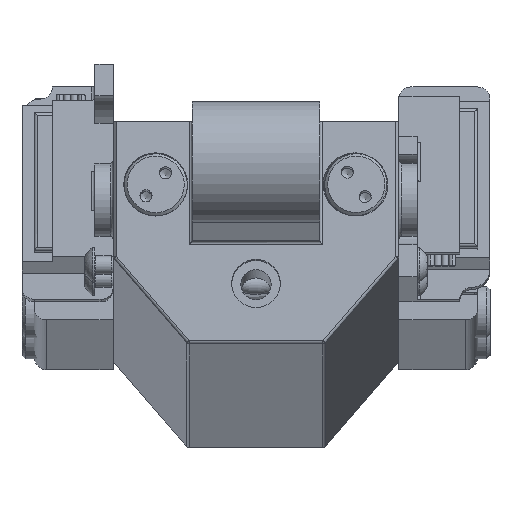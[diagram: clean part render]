
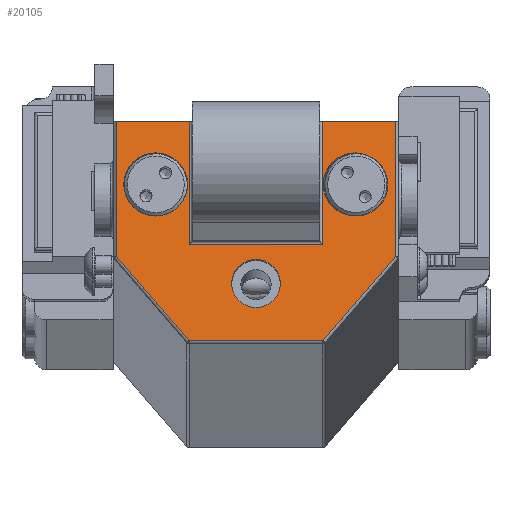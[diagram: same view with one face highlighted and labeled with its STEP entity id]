
A CAD part, front view. The second image highlights one B-rep face of the part: STEP entity #20105.
In plain terms, the highlighted planar face has unit normal (0, -0.988, 0.157).
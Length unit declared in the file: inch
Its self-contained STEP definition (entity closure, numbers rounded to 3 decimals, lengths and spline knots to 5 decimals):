
#893=FACE_BOUND('',#2716,.T.);
#894=FACE_BOUND('',#2717,.T.);
#895=FACE_BOUND('',#2718,.T.);
#896=FACE_BOUND('',#2719,.T.);
#1039=PLANE('',#21411);
#1608=FACE_OUTER_BOUND('',#2715,.T.);
#2715=EDGE_LOOP('',(#13226,#13227,#13228,#13229,#13230,#13231));
#2716=EDGE_LOOP('',(#13232,#13233));
#2717=EDGE_LOOP('',(#13234,#13235));
#2718=EDGE_LOOP('',(#13236,#13237,#13238,#13239));
#2719=EDGE_LOOP('',(#13240,#13241));
#3931=LINE('',#29316,#5364);
#3934=LINE('',#29323,#5367);
#3935=LINE('',#29325,#5368);
#3936=LINE('',#29327,#5369);
#3937=LINE('',#29329,#5370);
#3938=LINE('',#29330,#5371);
#3939=LINE('',#29333,#5372);
#3940=LINE('',#29335,#5373);
#3941=LINE('',#29337,#5374);
#3942=LINE('',#29338,#5375);
#5364=VECTOR('',#23676,39.37008);
#5367=VECTOR('',#23685,39.37008);
#5368=VECTOR('',#23686,39.37008);
#5369=VECTOR('',#23687,39.37008);
#5370=VECTOR('',#23688,39.37008);
#5371=VECTOR('',#23689,39.37008);
#5372=VECTOR('',#23690,39.37008);
#5373=VECTOR('',#23691,39.37008);
#5374=VECTOR('',#23692,39.37008);
#5375=VECTOR('',#23693,39.37008);
#6719=CIRCLE('',#21156,0.20669);
#6720=CIRCLE('',#21157,0.20669);
#6724=CIRCLE('',#21163,0.20669);
#6725=CIRCLE('',#21164,0.20669);
#6757=CIRCLE('',#21211,0.15748);
#6758=CIRCLE('',#21212,0.15748);
#7753=VERTEX_POINT('',#28391);
#7754=VERTEX_POINT('',#28392);
#7758=VERTEX_POINT('',#28404);
#7759=VERTEX_POINT('',#28405);
#7818=VERTEX_POINT('',#28752);
#7819=VERTEX_POINT('',#28754);
#7975=VERTEX_POINT('',#29313);
#7976=VERTEX_POINT('',#29315);
#7977=VERTEX_POINT('',#29322);
#7978=VERTEX_POINT('',#29324);
#7979=VERTEX_POINT('',#29326);
#7980=VERTEX_POINT('',#29328);
#7981=VERTEX_POINT('',#29331);
#7982=VERTEX_POINT('',#29332);
#7983=VERTEX_POINT('',#29334);
#7984=VERTEX_POINT('',#29336);
#9770=EDGE_CURVE('',#7753,#7754,#6719,.T.);
#9771=EDGE_CURVE('',#7754,#7753,#6720,.T.);
#9776=EDGE_CURVE('',#7758,#7759,#6724,.T.);
#9777=EDGE_CURVE('',#7759,#7758,#6725,.T.);
#9848=EDGE_CURVE('',#7818,#7819,#6757,.T.);
#9849=EDGE_CURVE('',#7819,#7818,#6758,.T.);
#10056=EDGE_CURVE('',#7976,#7975,#3931,.T.);
#10060=EDGE_CURVE('',#7975,#7977,#3934,.T.);
#10061=EDGE_CURVE('',#7977,#7978,#3935,.T.);
#10062=EDGE_CURVE('',#7978,#7979,#3936,.T.);
#10063=EDGE_CURVE('',#7979,#7980,#3937,.T.);
#10064=EDGE_CURVE('',#7980,#7976,#3938,.T.);
#10065=EDGE_CURVE('',#7981,#7982,#3939,.T.);
#10066=EDGE_CURVE('',#7982,#7983,#3940,.T.);
#10067=EDGE_CURVE('',#7983,#7984,#3941,.T.);
#10068=EDGE_CURVE('',#7984,#7981,#3942,.T.);
#13226=ORIENTED_EDGE('',*,*,#10056,.T.);
#13227=ORIENTED_EDGE('',*,*,#10060,.T.);
#13228=ORIENTED_EDGE('',*,*,#10061,.T.);
#13229=ORIENTED_EDGE('',*,*,#10062,.T.);
#13230=ORIENTED_EDGE('',*,*,#10063,.T.);
#13231=ORIENTED_EDGE('',*,*,#10064,.T.);
#13232=ORIENTED_EDGE('',*,*,#9770,.T.);
#13233=ORIENTED_EDGE('',*,*,#9771,.T.);
#13234=ORIENTED_EDGE('',*,*,#9776,.T.);
#13235=ORIENTED_EDGE('',*,*,#9777,.T.);
#13236=ORIENTED_EDGE('',*,*,#10065,.T.);
#13237=ORIENTED_EDGE('',*,*,#10066,.T.);
#13238=ORIENTED_EDGE('',*,*,#10067,.T.);
#13239=ORIENTED_EDGE('',*,*,#10068,.T.);
#13240=ORIENTED_EDGE('',*,*,#9849,.F.);
#13241=ORIENTED_EDGE('',*,*,#9848,.F.);
#20105=ADVANCED_FACE('',(#1608,#893,#894,#895,#896),#1039,.T.);
#21156=AXIS2_PLACEMENT_3D('',#28393,#23092,#23093);
#21157=AXIS2_PLACEMENT_3D('',#28394,#23094,#23095);
#21163=AXIS2_PLACEMENT_3D('',#28406,#23107,#23108);
#21164=AXIS2_PLACEMENT_3D('',#28407,#23109,#23110);
#21211=AXIS2_PLACEMENT_3D('',#28755,#23218,#23219);
#21212=AXIS2_PLACEMENT_3D('',#28756,#23220,#23221);
#21411=AXIS2_PLACEMENT_3D('',#29321,#23683,#23684);
#23092=DIRECTION('center_axis',(0.,0.988,
-0.157));
#23093=DIRECTION('ref_axis',(1.,0.,0.));
#23094=DIRECTION('center_axis',(0.,0.988,
-0.157));
#23095=DIRECTION('ref_axis',(1.,0.,0.));
#23107=DIRECTION('center_axis',(0.,0.988,
-0.157));
#23108=DIRECTION('ref_axis',(1.,0.,0.));
#23109=DIRECTION('center_axis',(0.,0.988,
-0.157));
#23110=DIRECTION('ref_axis',(1.,0.,0.));
#23218=DIRECTION('center_axis',(0.,-0.988,
0.157));
#23219=DIRECTION('ref_axis',(0.,-0.157,-0.988));
#23220=DIRECTION('center_axis',(0.,-0.988,
0.157));
#23221=DIRECTION('ref_axis',(0.,-0.157,-0.988));
#23676=DIRECTION('',(-1.,0.,0.));
#23683=DIRECTION('center_axis',(0.,-0.988,
0.157));
#23684=DIRECTION('ref_axis',(0.,-0.157,-0.988));
#23685=DIRECTION('',(0.,-0.157,-0.988));
#23686=DIRECTION('',(0.65,-0.119,-0.751));
#23687=DIRECTION('',(1.,0.,0.));
#23688=DIRECTION('',(0.65,0.119,0.751));
#23689=DIRECTION('',(0.,0.157,0.988));
#23690=DIRECTION('',(0.,0.157,0.988));
#23691=DIRECTION('',(1.,0.,0.));
#23692=DIRECTION('',(0.,-0.157,-0.988));
#23693=DIRECTION('',(-1.,0.,0.));
#28391=CARTESIAN_POINT('',(3.47281,6.33713,5.32551));
#28392=CARTESIAN_POINT('',(3.05942,6.33713,5.32551));
#28393=CARTESIAN_POINT('Origin',(3.26611,6.33713,5.32551));
#28394=CARTESIAN_POINT('Origin',(3.26611,6.33713,5.32551));
#28404=CARTESIAN_POINT('',(2.18172,6.33713,5.32551));
#28405=CARTESIAN_POINT('',(1.76833,6.33713,5.32551));
#28406=CARTESIAN_POINT('Origin',(1.97502,6.33713,5.32551));
#28407=CARTESIAN_POINT('Origin',(1.97502,6.33713,5.32551));
#28752=CARTESIAN_POINT('',(2.62463,6.26,4.83946));
#28754=CARTESIAN_POINT('',(2.62463,6.21064,4.52839));
#28755=CARTESIAN_POINT('Origin',(2.62463,6.23532,4.68393));
#28756=CARTESIAN_POINT('Origin',(2.62463,6.23532,4.68393));
#29313=CARTESIAN_POINT('',(1.71912,6.40193,5.7339));
#29315=CARTESIAN_POINT('',(3.53014,6.40193,5.7339));
#29316=CARTESIAN_POINT('',(2.62463,6.40193,5.7339));
#29321=CARTESIAN_POINT('Origin',(2.62463,6.29085,5.03388));
#29322=CARTESIAN_POINT('',(1.71912,6.26314,4.8592));
#29323=CARTESIAN_POINT('',(1.71912,6.26674,4.88194));
#29324=CARTESIAN_POINT('',(2.19078,6.17671,4.31453));
#29325=CARTESIAN_POINT('',(2.19668,6.17563,4.30773));
#29326=CARTESIAN_POINT('',(3.05848,6.17671,4.31453));
#29327=CARTESIAN_POINT('',(3.06754,6.17671,4.31453));
#29328=CARTESIAN_POINT('',(3.53014,6.26314,4.8592));
#29329=CARTESIAN_POINT('',(3.69235,6.29286,5.04652));
#29330=CARTESIAN_POINT('',(3.53014,6.40193,5.7339));
#29331=CARTESIAN_POINT('',(2.19156,6.27543,4.93667));
#29332=CARTESIAN_POINT('',(2.19156,6.40191,5.73379));
#29333=CARTESIAN_POINT('',(2.19156,6.29085,5.03388));
#29334=CARTESIAN_POINT('',(3.0577,6.40191,5.73379));
#29335=CARTESIAN_POINT('',(0.12244,6.40191,5.73379));
#29336=CARTESIAN_POINT('',(3.0577,6.27543,4.93667));
#29337=CARTESIAN_POINT('',(3.0577,6.29085,5.03388));
#29338=CARTESIAN_POINT('',(2.21124,6.27543,4.93667));
